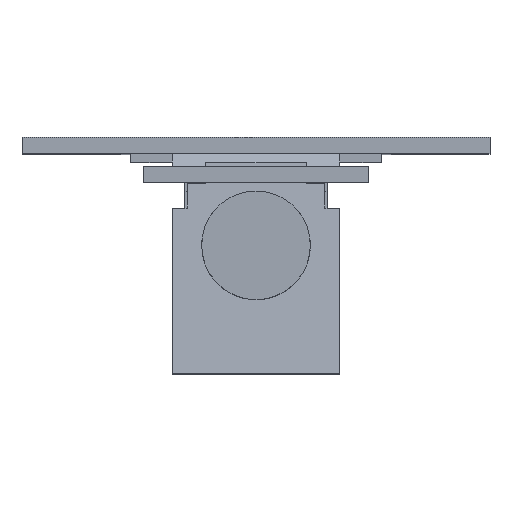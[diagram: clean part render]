
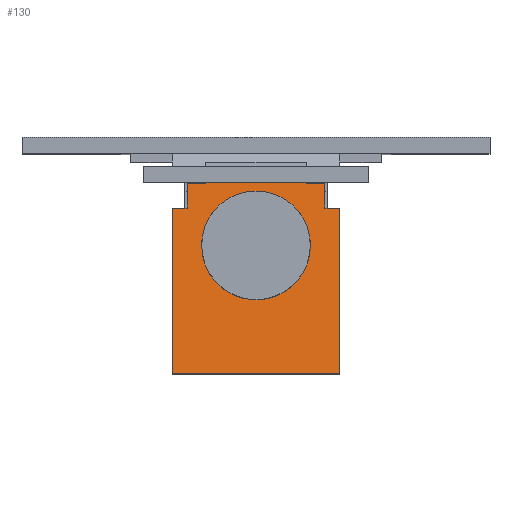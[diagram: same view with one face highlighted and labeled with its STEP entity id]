
A CAD part, top view. The second image highlights one B-rep face of the part: STEP entity #130.
In plain terms, the highlighted planar face has unit normal (0, 0.139, 0.99).
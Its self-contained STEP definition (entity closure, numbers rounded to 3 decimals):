
#130=ADVANCED_FACE('',(#337,#338),#339,.T.);
#337=FACE_OUTER_BOUND('',#620,.T.);
#338=FACE_BOUND('',#621,.T.);
#339=PLANE('',#622);
#620=EDGE_LOOP('',(#958,#959,#960,#961,#962,#963,#964,#965,#966,#967,#968,#969));
#621=EDGE_LOOP('',(#970,#971,#972,#973,#974,#975));
#622=AXIS2_PLACEMENT_3D('',#976,#977,#978);
#958=ORIENTED_EDGE('',*,*,#1773,.F.);
#959=ORIENTED_EDGE('',*,*,#1774,.T.);
#960=ORIENTED_EDGE('',*,*,#1775,.T.);
#961=ORIENTED_EDGE('',*,*,#1776,.T.);
#962=ORIENTED_EDGE('',*,*,#1777,.T.);
#963=ORIENTED_EDGE('',*,*,#1778,.F.);
#964=ORIENTED_EDGE('',*,*,#1779,.T.);
#965=ORIENTED_EDGE('',*,*,#1780,.F.);
#966=ORIENTED_EDGE('',*,*,#1781,.T.);
#967=ORIENTED_EDGE('',*,*,#1782,.T.);
#968=ORIENTED_EDGE('',*,*,#1783,.T.);
#969=ORIENTED_EDGE('',*,*,#1784,.T.);
#970=ORIENTED_EDGE('',*,*,#1785,.F.);
#971=ORIENTED_EDGE('',*,*,#1786,.F.);
#972=ORIENTED_EDGE('',*,*,#1787,.F.);
#973=ORIENTED_EDGE('',*,*,#1788,.F.);
#974=ORIENTED_EDGE('',*,*,#1789,.F.);
#975=ORIENTED_EDGE('',*,*,#1730,.F.);
#976=CARTESIAN_POINT('',(0.0,15.0,214.0));
#977=DIRECTION('',(-0.0,0.139,0.99));
#978=DIRECTION('',(1.0,0.0,0.0));
#1730=EDGE_CURVE('',#2075,#2071,#2077,.T.);
#1773=EDGE_CURVE('',#2155,#2156,#2157,.T.);
#1774=EDGE_CURVE('',#2155,#2158,#2159,.T.);
#1775=EDGE_CURVE('',#2158,#2160,#2161,.T.);
#1776=EDGE_CURVE('',#2160,#2162,#2163,.T.);
#1777=EDGE_CURVE('',#2162,#2164,#2165,.T.);
#1778=EDGE_CURVE('',#2166,#2164,#2167,.T.);
#1779=EDGE_CURVE('',#2166,#2168,#2169,.T.);
#1780=EDGE_CURVE('',#2170,#2168,#2171,.T.);
#1781=EDGE_CURVE('',#2170,#2172,#2173,.T.);
#1782=EDGE_CURVE('',#2172,#2174,#2175,.T.);
#1783=EDGE_CURVE('',#2174,#2176,#2177,.T.);
#1784=EDGE_CURVE('',#2176,#2156,#2178,.T.);
#1785=EDGE_CURVE('',#2179,#2075,#2180,.T.);
#1786=EDGE_CURVE('',#2181,#2179,#2182,.T.);
#1787=EDGE_CURVE('',#2183,#2181,#2184,.T.);
#1788=EDGE_CURVE('',#2185,#2183,#2186,.T.);
#1789=EDGE_CURVE('',#2071,#2185,#2187,.T.);
#2071=VERTEX_POINT('',#2570);
#2075=VERTEX_POINT('',#2575);
#2077=ELLIPSE('',#2578,13.128,13.0);
#2155=VERTEX_POINT('',#2687);
#2156=VERTEX_POINT('',#2688);
#2157=LINE('',#2689,#2690);
#2158=VERTEX_POINT('',#2691);
#2159=LINE('',#2692,#2693);
#2160=VERTEX_POINT('',#2694);
#2161=LINE('',#2695,#2696);
#2162=VERTEX_POINT('',#2697);
#2163=LINE('',#2698,#2699);
#2164=VERTEX_POINT('',#2700);
#2165=LINE('',#2701,#2702);
#2166=VERTEX_POINT('',#2703);
#2167=LINE('',#2704,#2705);
#2168=VERTEX_POINT('',#2706);
#2169=LINE('',#2707,#2708);
#2170=VERTEX_POINT('',#2709);
#2171=LINE('',#2710,#2711);
#2172=VERTEX_POINT('',#2712);
#2173=LINE('',#2713,#2714);
#2174=VERTEX_POINT('',#2715);
#2175=LINE('',#2716,#2717);
#2176=VERTEX_POINT('',#2718);
#2177=LINE('',#2719,#2720);
#2178=LINE('',#2721,#2722);
#2179=VERTEX_POINT('',#2723);
#2180=ELLIPSE('',#2724,13.128,13.0);
#2181=VERTEX_POINT('',#2725);
#2182=LINE('',#2726,#2727);
#2183=VERTEX_POINT('',#2728);
#2184=ELLIPSE('',#2729,8.079,8.0);
#2185=VERTEX_POINT('',#2730);
#2186=LINE('',#2731,#2732);
#2187=ELLIPSE('',#2733,13.128,13.0);
#2570=CARTESIAN_POINT('',(13.0,0.,216.108));
#2575=CARTESIAN_POINT('',(-13.0,0.,216.108));
#2578=AXIS2_PLACEMENT_3D('',#3274,#3275,#3276);
#2687=CARTESIAN_POINT('',(20.0,-30.651,220.416));
#2688=CARTESIAN_POINT('',(-20.0,-30.651,220.416));
#2689=CARTESIAN_POINT('',(20.0,-30.651,220.416));
#2690=VECTOR('',#3326,40.0);
#2691=CARTESIAN_POINT('',(20.0,8.959,214.849));
#2692=CARTESIAN_POINT('',(20.0,-30.651,220.416));
#2693=VECTOR('',#3327,40.);
#2694=CARTESIAN_POINT('',(16.5,8.959,214.849));
#2695=CARTESIAN_POINT('',(20.0,8.959,214.849));
#2696=VECTOR('',#3328,3.5);
#2697=CARTESIAN_POINT('',(16.5,14.901,214.014));
#2698=CARTESIAN_POINT('',(16.5,8.959,214.849));
#2699=VECTOR('',#3329,6.);
#2700=CARTESIAN_POINT('',(12.0,14.901,214.014));
#2701=CARTESIAN_POINT('',(16.5,14.901,214.014));
#2702=VECTOR('',#3330,4.5);
#2703=CARTESIAN_POINT('',(12.0,15.0,214.0));
#2704=CARTESIAN_POINT('',(12.0,15.0,214.0));
#2705=VECTOR('',#3331,0.1);
#2706=CARTESIAN_POINT('',(-12.0,15.0,214.0));
#2707=CARTESIAN_POINT('',(12.0,15.0,214.0));
#2708=VECTOR('',#3332,24.0);
#2709=CARTESIAN_POINT('',(-12.0,14.901,214.014));
#2710=CARTESIAN_POINT('',(-12.0,14.901,214.014));
#2711=VECTOR('',#3333,0.1);
#2712=CARTESIAN_POINT('',(-16.5,14.901,214.014));
#2713=CARTESIAN_POINT('',(-12.0,14.901,214.014));
#2714=VECTOR('',#3334,4.5);
#2715=CARTESIAN_POINT('',(-16.5,8.959,214.849));
#2716=CARTESIAN_POINT('',(-16.5,14.901,214.014));
#2717=VECTOR('',#3335,6.);
#2718=CARTESIAN_POINT('',(-20.0,8.959,214.849));
#2719=CARTESIAN_POINT('',(-16.5,8.959,214.849));
#2720=VECTOR('',#3336,3.5);
#2721=CARTESIAN_POINT('',(-20.0,8.959,214.849));
#2722=VECTOR('',#3337,40.);
#2723=CARTESIAN_POINT('',(-12.259,4.327,215.5));
#2724=AXIS2_PLACEMENT_3D('',#3338,#3339,#3340);
#2725=CARTESIAN_POINT('',(-6.729,4.327,215.5));
#2726=CARTESIAN_POINT('',(5.25,4.327,215.5));
#2727=VECTOR('',#3341,1.0);
#2728=CARTESIAN_POINT('',(6.729,4.327,215.5));
#2729=AXIS2_PLACEMENT_3D('',#3342,#3343,#3344);
#2730=CARTESIAN_POINT('',(12.259,4.327,215.5));
#2731=CARTESIAN_POINT('',(5.25,4.327,215.5));
#2732=VECTOR('',#3345,1.0);
#2733=AXIS2_PLACEMENT_3D('',#3346,#3347,#3348);
#3274=CARTESIAN_POINT('',(0.0,0.,216.108));
#3275=DIRECTION('',(0.0,0.139,0.99));
#3276=DIRECTION('',(0.0,0.99,-0.139));
#3326=DIRECTION('',(-1.0,0.0,0.0));
#3327=DIRECTION('',(0.0,0.99,-0.139));
#3328=DIRECTION('',(-1.0,0.,0.));
#3329=DIRECTION('',(0.0,0.99,-0.139));
#3330=DIRECTION('',(-1.0,0.0,0.0));
#3331=DIRECTION('',(0.0,-0.99,0.139));
#3332=DIRECTION('',(-1.0,0.0,0.0));
#3333=DIRECTION('',(0.0,0.99,-0.139));
#3334=DIRECTION('',(-1.0,0.,0.));
#3335=DIRECTION('',(0.0,-0.99,0.139));
#3336=DIRECTION('',(-1.0,0.,0.));
#3337=DIRECTION('',(0.0,-0.99,0.139));
#3338=CARTESIAN_POINT('',(0.0,0.,216.108));
#3339=DIRECTION('',(0.0,0.139,0.99));
#3340=DIRECTION('',(0.0,0.99,-0.139));
#3341=DIRECTION('',(-1.0,0.0,-0.0));
#3342=CARTESIAN_POINT('',(0.0,0.,216.108));
#3343=DIRECTION('',(0.0,0.139,0.99));
#3344=DIRECTION('',(0.0,0.99,-0.139));
#3345=DIRECTION('',(-1.0,0.0,-0.0));
#3346=CARTESIAN_POINT('',(0.0,0.,216.108));
#3347=DIRECTION('',(0.0,0.139,0.99));
#3348=DIRECTION('',(0.0,0.99,-0.139));
